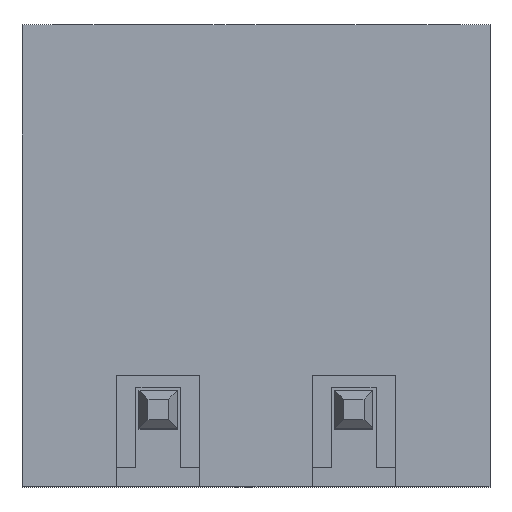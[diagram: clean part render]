
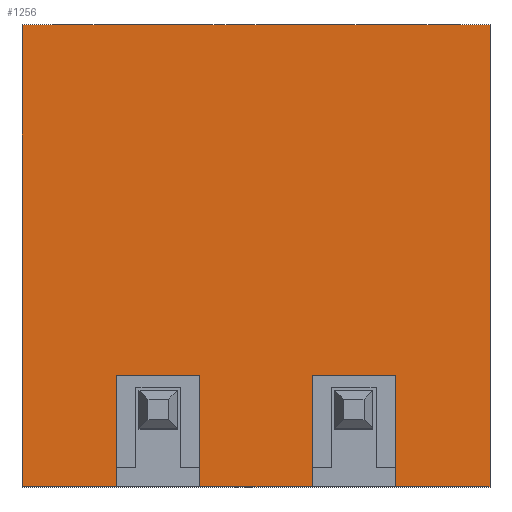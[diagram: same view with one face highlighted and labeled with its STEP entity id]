
A CAD part, top view. The second image highlights one B-rep face of the part: STEP entity #1256.
In plain terms, the highlighted planar face has unit normal (0, 0, 1).
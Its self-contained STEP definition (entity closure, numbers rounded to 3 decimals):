
#21 = VECTOR ( 'NONE', #4098, 1000. ) ;
#115 = EDGE_CURVE ( 'NONE', #398, #1441, #2349, .T. ) ;
#190 = DIRECTION ( 'NONE',  ( -1., 0., 0. ) ) ;
#217 = LINE ( 'NONE', #4666, #5099 ) ;
#223 = VECTOR ( 'NONE', #1162, 1000. ) ;
#286 = CARTESIAN_POINT ( 'NONE',  ( -3.5, -1.5, 5.05 ) ) ;
#292 = ORIENTED_EDGE ( 'NONE', *, *, #1250, .T. ) ;
#335 = CARTESIAN_POINT ( 'NONE',  ( 4.04, 10.5, 5.05 ) ) ;
#398 = VERTEX_POINT ( 'NONE', #3636 ) ;
#426 = VECTOR ( 'NONE', #1799, 1000. ) ;
#459 = VERTEX_POINT ( 'NONE', #951 ) ;
#506 = LINE ( 'NONE', #4226, #2664 ) ;
#514 = DIRECTION ( 'NONE',  ( -1., 0., 0. ) ) ;
#524 = EDGE_CURVE ( 'NONE', #2736, #3650, #2107, .T. ) ;
#531 = ORIENTED_EDGE ( 'NONE', *, *, #524, .F. ) ;
#547 = LINE ( 'NONE', #4260, #3617 ) ;
#615 = VERTEX_POINT ( 'NONE', #2180 ) ;
#634 = VECTOR ( 'NONE', #5112, 1000. ) ;
#650 = DIRECTION ( 'NONE',  ( 0., -1., 0. ) ) ;
#687 = EDGE_CURVE ( 'NONE', #1441, #4967, #3011, .T. ) ;
#711 = CARTESIAN_POINT ( 'NONE',  ( -0.58, 1.4, 5.05 ) ) ;
#762 = DIRECTION ( 'NONE',  ( 0., 0., -1. ) ) ;
#856 = EDGE_LOOP ( 'NONE', ( #5076, #531, #292, #4716, #1560, #3734, #3961, #1263, #3950, #3141, #2301, #2626 ) ) ;
#868 = EDGE_CURVE ( 'NONE', #615, #1668, #217, .T. ) ;
#951 = CARTESIAN_POINT ( 'NONE',  ( -0.58, -1.5, 5.05 ) ) ;
#970 = EDGE_CURVE ( 'NONE', #3976, #3572, #3446, .T. ) ;
#1162 = DIRECTION ( 'NONE',  ( 0., -1., 0. ) ) ;
#1242 = PLANE ( 'NONE',  #1957 ) ;
#1250 = EDGE_CURVE ( 'NONE', #2736, #3572, #5225, .T. ) ;
#1256 = ADVANCED_FACE ( 'NONE', ( #4017 ), #1242, .F. ) ;
#1263 = ORIENTED_EDGE ( 'NONE', *, *, #2858, .F. ) ;
#1441 = VERTEX_POINT ( 'NONE', #3251 ) ;
#1496 = CARTESIAN_POINT ( 'NONE',  ( -0.58, 0., 5.05 ) ) ;
#1517 = VECTOR ( 'NONE', #4387, 1000. ) ;
#1555 = LINE ( 'NONE', #4447, #21 ) ;
#1560 = ORIENTED_EDGE ( 'NONE', *, *, #3325, .F. ) ;
#1668 = VERTEX_POINT ( 'NONE', #1984 ) ;
#1778 = CARTESIAN_POINT ( 'NONE',  ( 1.58, 1.4, 5.05 ) ) ;
#1799 = DIRECTION ( 'NONE',  ( -1., 0., 0. ) ) ;
#1941 = CARTESIAN_POINT ( 'NONE',  ( -8.12, -1.5, 5.05 ) ) ;
#1957 = AXIS2_PLACEMENT_3D ( 'NONE', #4832, #762, #2375 ) ;
#1961 = DIRECTION ( 'NONE',  ( -1., 0., 0. ) ) ;
#1984 = CARTESIAN_POINT ( 'NONE',  ( -5.66, 1.4, 5.05 ) ) ;
#2107 = LINE ( 'NONE', #4175, #3221 ) ;
#2180 = CARTESIAN_POINT ( 'NONE',  ( -3.5, 1.4, 5.05 ) ) ;
#2301 = ORIENTED_EDGE ( 'NONE', *, *, #3851, .T. ) ;
#2349 = LINE ( 'NONE', #335, #3561 ) ;
#2375 = DIRECTION ( 'NONE',  ( 0., 1., 0. ) ) ;
#2626 = ORIENTED_EDGE ( 'NONE', *, *, #3219, .F. ) ;
#2654 = CARTESIAN_POINT ( 'NONE',  ( 4.04, -1.5, 5.05 ) ) ;
#2657 = CARTESIAN_POINT ( 'NONE',  ( -5.66, -1.5, 5.05 ) ) ;
#2662 = CARTESIAN_POINT ( 'NONE',  ( 4.04, -1.5, 5.05 ) ) ;
#2664 = VECTOR ( 'NONE', #3764, 1000. ) ;
#2736 = VERTEX_POINT ( 'NONE', #1778 ) ;
#2858 = EDGE_CURVE ( 'NONE', #4921, #4967, #4932, .T. ) ;
#3011 = LINE ( 'NONE', #3067, #4000 ) ;
#3016 = DIRECTION ( 'NONE',  ( 0., -1., 0. ) ) ;
#3067 = CARTESIAN_POINT ( 'NONE',  ( -8.12, 10.5, 5.05 ) ) ;
#3091 = LINE ( 'NONE', #1496, #223 ) ;
#3141 = ORIENTED_EDGE ( 'NONE', *, *, #868, .F. ) ;
#3219 = EDGE_CURVE ( 'NONE', #459, #4935, #506, .T. ) ;
#3221 = VECTOR ( 'NONE', #3772, 1000. ) ;
#3251 = CARTESIAN_POINT ( 'NONE',  ( -8.12, 10.5, 5.05 ) ) ;
#3325 = EDGE_CURVE ( 'NONE', #398, #3976, #3494, .T. ) ;
#3363 = CARTESIAN_POINT ( 'NONE',  ( 4.04, -1.5, 5.05 ) ) ;
#3446 = LINE ( 'NONE', #2662, #426 ) ;
#3494 = LINE ( 'NONE', #3595, #634 ) ;
#3561 = VECTOR ( 'NONE', #1961, 1000. ) ;
#3572 = VERTEX_POINT ( 'NONE', #4268 ) ;
#3595 = CARTESIAN_POINT ( 'NONE',  ( 4.04, 10.5, 5.05 ) ) ;
#3613 = CARTESIAN_POINT ( 'NONE',  ( 1.58, 0., 5.05 ) ) ;
#3617 = VECTOR ( 'NONE', #3016, 1000. ) ;
#3636 = CARTESIAN_POINT ( 'NONE',  ( 4.04, 10.5, 5.05 ) ) ;
#3650 = VERTEX_POINT ( 'NONE', #711 ) ;
#3734 = ORIENTED_EDGE ( 'NONE', *, *, #115, .T. ) ;
#3764 = DIRECTION ( 'NONE',  ( -1., 0., 0. ) ) ;
#3772 = DIRECTION ( 'NONE',  ( -1., 0., 0. ) ) ;
#3851 = EDGE_CURVE ( 'NONE', #615, #4935, #547, .T. ) ;
#3950 = ORIENTED_EDGE ( 'NONE', *, *, #5201, .F. ) ;
#3961 = ORIENTED_EDGE ( 'NONE', *, *, #687, .T. ) ;
#3976 = VERTEX_POINT ( 'NONE', #2654 ) ;
#4000 = VECTOR ( 'NONE', #650, 1000. ) ;
#4017 = FACE_OUTER_BOUND ( 'NONE', #856, .T. ) ;
#4098 = DIRECTION ( 'NONE',  ( 0., -1., 0. ) ) ;
#4175 = CARTESIAN_POINT ( 'NONE',  ( -0.58, 1.4, 5.05 ) ) ;
#4226 = CARTESIAN_POINT ( 'NONE',  ( 4.04, -1.5, 5.05 ) ) ;
#4260 = CARTESIAN_POINT ( 'NONE',  ( -3.5, 0., 5.05 ) ) ;
#4268 = CARTESIAN_POINT ( 'NONE',  ( 1.58, -1.5, 5.05 ) ) ;
#4387 = DIRECTION ( 'NONE',  ( 0., -1., 0. ) ) ;
#4443 = EDGE_CURVE ( 'NONE', #3650, #459, #3091, .T. ) ;
#4447 = CARTESIAN_POINT ( 'NONE',  ( -5.66, 0., 5.05 ) ) ;
#4666 = CARTESIAN_POINT ( 'NONE',  ( -5.66, 1.4, 5.05 ) ) ;
#4716 = ORIENTED_EDGE ( 'NONE', *, *, #970, .F. ) ;
#4832 = CARTESIAN_POINT ( 'NONE',  ( 4.04, -0.08, 5.05 ) ) ;
#4921 = VERTEX_POINT ( 'NONE', #2657 ) ;
#4932 = LINE ( 'NONE', #3363, #5208 ) ;
#4935 = VERTEX_POINT ( 'NONE', #286 ) ;
#4967 = VERTEX_POINT ( 'NONE', #1941 ) ;
#5076 = ORIENTED_EDGE ( 'NONE', *, *, #4443, .F. ) ;
#5099 = VECTOR ( 'NONE', #190, 1000. ) ;
#5112 = DIRECTION ( 'NONE',  ( 0., -1., 0. ) ) ;
#5201 = EDGE_CURVE ( 'NONE', #1668, #4921, #1555, .T. ) ;
#5208 = VECTOR ( 'NONE', #514, 1000. ) ;
#5225 = LINE ( 'NONE', #3613, #1517 ) ;
